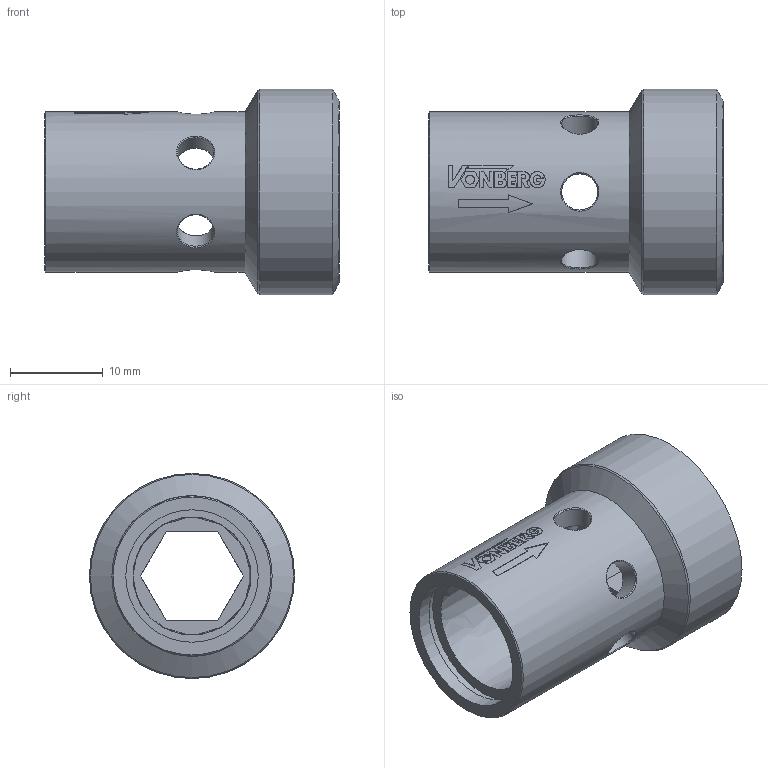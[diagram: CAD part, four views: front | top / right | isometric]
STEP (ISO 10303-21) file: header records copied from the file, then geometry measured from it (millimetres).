
FILE_DESCRIPTION((''),'2;1');
FILE_NAME('8610.stp','2015-02-17T16:28:39',('jml'),(''),'Autodesk Inventor 2010','Autodesk Inventor 2010','');
FILE_SCHEMA(('AUTOMOTIVE_DESIGN { 1 0 10303 214 1 1 1 1 }'));
Length unit declared in the file: inch
Products named in the file (1): 221031
Bounding box: 31.75 x 22.1 x 22.1 mm (x, y, z)
Volume: 4905.8 mm3; surface area: 3651.4 mm2
Topology: 1 solids, 1 shells, 137 faces, 352 edges, 233 vertices
Faces by surface type: plane 65, bspline 38, cylinder 23, cone 11
Full cylindrical faces by diameter (mm): 3.912 x6, 14.275 x1, 15.189 x1, 17.272 x1, 22.098 x1
Entity records: 9941 total; most frequent: CARTESIAN_POINT 6902, ORIENTED_EDGE 658, DIRECTION 438, EDGE_CURVE 329, VERTEX_POINT 226, EDGE_LOOP 183, VECTOR 148, LINE 148
